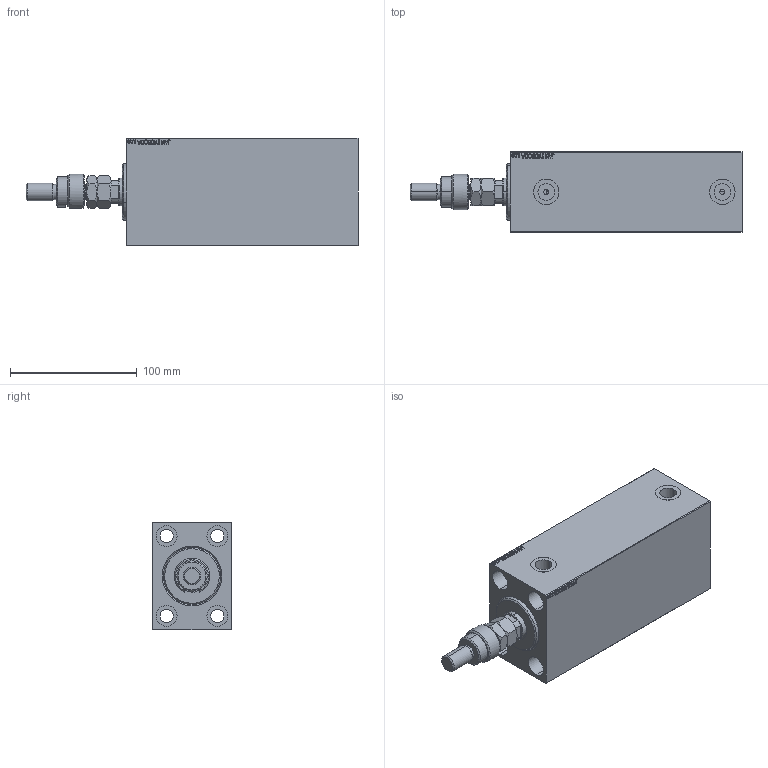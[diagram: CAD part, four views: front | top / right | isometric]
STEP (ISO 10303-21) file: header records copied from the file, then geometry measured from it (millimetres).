
FILE_DESCRIPTION (( 'STEP AP203' ), '1' );
FILE_NAME ('47d4.STEP', '2022-04-17T09:00:54', ( '' ), ( '' ), 'SwSTEP 2.0', 'SolidWorks 2019', '' );
FILE_SCHEMA (( 'CONFIG_CONTROL_DESIGN' ));
Length unit declared in the file: millimetre
Products named in the file (7): V450CM_C_Body 4ec62a16baebc76fe796ae24e73e9259; FEMALE_PART_FOR_DFA 4ec62a16baebc76fe796ae24e73e9259; DFA 4ec62a16baebc76fe796ae24e73e9259; MFA 4ec62a16baebc76fe796ae24e73e9259; V450CM_VC_B 4ec62a16baebc76fe796ae24e73e9259; 47d4; V450CM_C_VCP 4ec62a16baebc76fe796ae24e73e9259
Assembly tree (6 placements, depth 3):
  47d4
    V450CM_C_Body 4ec62a16baebc76fe796ae24e73e9259
    V450CM_C_VCP 4ec62a16baebc76fe796ae24e73e9259
    V450CM_VC_B 4ec62a16baebc76fe796ae24e73e9259
    DFA 4ec62a16baebc76fe796ae24e73e9259
      FEMALE_PART_FOR_DFA 4ec62a16baebc76fe796ae24e73e9259
      MFA 4ec62a16baebc76fe796ae24e73e9259
Bounding box: 262 x 63 x 85 mm (x, y, z)
Volume: 819223.3 mm3; surface area: 147966.4 mm2
Topology: 5 solids, 5 shells, 964 faces, 2436 edges, 1597 vertices
Faces by surface type: plane 441, bspline 380, cylinder 85, cone 54, torus 4
Entity records: 47467 total; most frequent: CARTESIAN_POINT 26077, ORIENTED_EDGE 4868, DIRECTION 3010, EDGE_CURVE 2434, VERTEX_POINT 1597, LINE 1378, VECTOR 1378, EDGE_LOOP 1099
